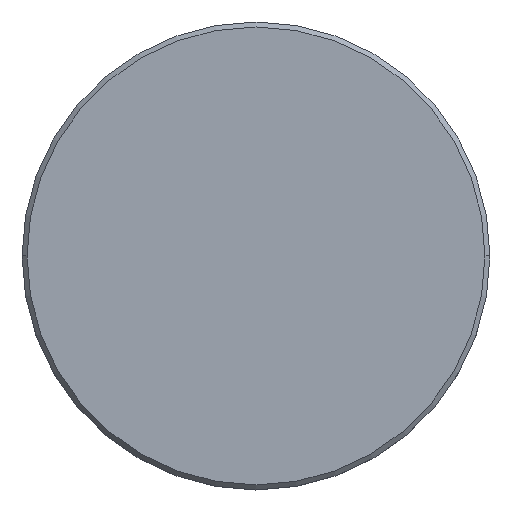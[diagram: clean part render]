
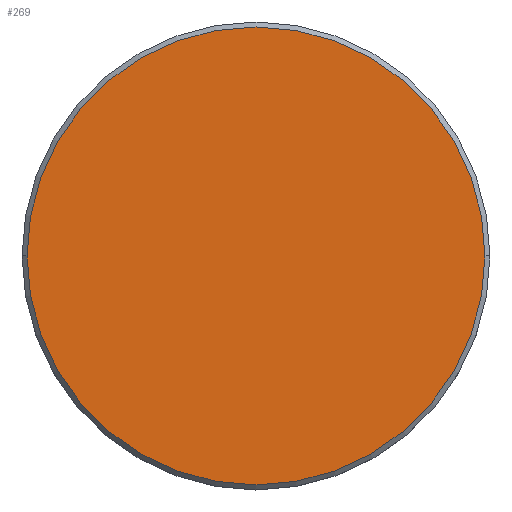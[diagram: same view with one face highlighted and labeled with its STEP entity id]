
A CAD part, top view. The second image highlights one B-rep face of the part: STEP entity #269.
In plain terms, the highlighted planar face has unit normal (0, 0, 1).
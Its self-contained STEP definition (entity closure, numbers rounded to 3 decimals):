
#70 = EDGE_CURVE ( 'NONE', #577, #585, #1100, .T. ) ;
#79 = DIRECTION ( 'NONE',  ( 1., 0., 0. ) ) ;
#151 = AXIS2_PLACEMENT_3D ( 'NONE', #1067, #431, #408 ) ;
#247 = CARTESIAN_POINT ( 'NONE',  ( -23., 0., 0. ) ) ;
#269 = ADVANCED_FACE ( 'NONE', ( #783 ), #597, .T. ) ;
#357 = EDGE_LOOP ( 'NONE', ( #1003, #652 ) ) ;
#408 = DIRECTION ( 'NONE',  ( 1., 0., 0. ) ) ;
#431 = DIRECTION ( 'NONE',  ( 0., 0., 1. ) ) ;
#577 = VERTEX_POINT ( 'NONE', #939 ) ;
#585 = VERTEX_POINT ( 'NONE', #247 ) ;
#597 = PLANE ( 'NONE',  #151 ) ;
#634 = CARTESIAN_POINT ( 'NONE',  ( 0., 0., 0. ) ) ;
#652 = ORIENTED_EDGE ( 'NONE', *, *, #70, .T. ) ;
#783 = FACE_OUTER_BOUND ( 'NONE', #357, .T. ) ;
#847 = DIRECTION ( 'NONE',  ( 0., 0., 1. ) ) ;
#868 = AXIS2_PLACEMENT_3D ( 'NONE', #634, #904, #79 ) ;
#903 = AXIS2_PLACEMENT_3D ( 'NONE', #1000, #847, #1033 ) ;
#904 = DIRECTION ( 'NONE',  ( 0., 0., 1. ) ) ;
#927 = CIRCLE ( 'NONE', #868, 23. ) ;
#939 = CARTESIAN_POINT ( 'NONE',  ( 23., 0., 0. ) ) ;
#987 = EDGE_CURVE ( 'NONE', #585, #577, #927, .T. ) ;
#1000 = CARTESIAN_POINT ( 'NONE',  ( 0., 0., 0. ) ) ;
#1003 = ORIENTED_EDGE ( 'NONE', *, *, #987, .T. ) ;
#1033 = DIRECTION ( 'NONE',  ( 1., 0., 0. ) ) ;
#1067 = CARTESIAN_POINT ( 'NONE',  ( 0., 0., 0. ) ) ;
#1100 = CIRCLE ( 'NONE', #903, 23. ) ;
